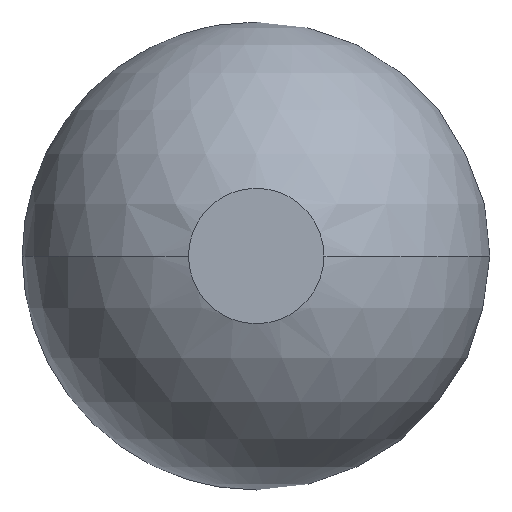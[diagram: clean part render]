
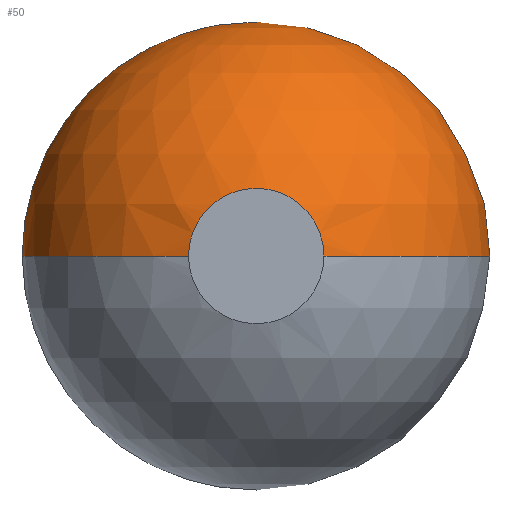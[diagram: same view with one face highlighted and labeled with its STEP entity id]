
A CAD part, front view. The second image highlights one B-rep face of the part: STEP entity #50.
In plain terms, the highlighted spherical face has radius 9.5 mm.
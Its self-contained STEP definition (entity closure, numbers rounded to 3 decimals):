
#3 = EDGE_CURVE ( 'NONE', #199, #202, #114, .T. ) ;
#16 = ORIENTED_EDGE ( 'NONE', *, *, #210, .F. ) ;
#18 = CIRCLE ( 'NONE', #138, 9.5 ) ;
#19 = CIRCLE ( 'NONE', #68, 2.75 ) ;
#21 = EDGE_CURVE ( 'NONE', #199, #174, #18, .T. ) ;
#31 = EDGE_CURVE ( 'NONE', #137, #202, #215, .T. ) ;
#50 = ADVANCED_FACE ( 'NONE', ( #211 ), #206, .T. ) ;
#56 = AXIS2_PLACEMENT_3D ( 'NONE', #197, #209, #191 ) ;
#63 = ORIENTED_EDGE ( 'NONE', *, *, #21, .F. ) ;
#68 = AXIS2_PLACEMENT_3D ( 'NONE', #127, #126, #125 ) ;
#70 = AXIS2_PLACEMENT_3D ( 'NONE', #195, #194, #193 ) ;
#71 = ORIENTED_EDGE ( 'NONE', *, *, #31, .F. ) ;
#80 = ORIENTED_EDGE ( 'NONE', *, *, #3, .T. ) ;
#114 = CIRCLE ( 'NONE', #187, 9.5 ) ;
#122 = CARTESIAN_POINT ( 'NONE',  ( 2.75, 50., 0. ) ) ;
#125 = DIRECTION ( 'NONE',  ( 0., 0., -1. ) ) ;
#126 = DIRECTION ( 'NONE',  ( 0., -1., 0. ) ) ;
#127 = CARTESIAN_POINT ( 'NONE',  ( 0., 50., 0. ) ) ;
#130 = CARTESIAN_POINT ( 'NONE',  ( 0., 59.093, 0. ) ) ;
#136 = DIRECTION ( 'NONE',  ( -1., 0., 0. ) ) ;
#137 = VERTEX_POINT ( 'NONE', #179 ) ;
#138 = AXIS2_PLACEMENT_3D ( 'NONE', #130, #160, #136 ) ;
#141 = CARTESIAN_POINT ( 'NONE',  ( -2.75, 50., 0. ) ) ;
#152 = CARTESIAN_POINT ( 'NONE',  ( 0., 68.593, 0. ) ) ;
#160 = DIRECTION ( 'NONE',  ( 0., 0., -1. ) ) ;
#174 = VERTEX_POINT ( 'NONE', #122 ) ;
#178 = EDGE_LOOP ( 'NONE', ( #63, #80, #71, #16 ) ) ;
#179 = CARTESIAN_POINT ( 'NONE',  ( 0., 50., 2.75 ) ) ;
#181 = DIRECTION ( 'NONE',  ( 1., 0., 0. ) ) ;
#187 = AXIS2_PLACEMENT_3D ( 'NONE', #200, #218, #181 ) ;
#191 = DIRECTION ( 'NONE',  ( -1., 0., 0. ) ) ;
#193 = DIRECTION ( 'NONE',  ( 0., 0., -1. ) ) ;
#194 = DIRECTION ( 'NONE',  ( 0., -1., 0. ) ) ;
#195 = CARTESIAN_POINT ( 'NONE',  ( 0., 50., 0. ) ) ;
#197 = CARTESIAN_POINT ( 'NONE',  ( 0., 59.093, 0. ) ) ;
#199 = VERTEX_POINT ( 'NONE', #152 ) ;
#200 = CARTESIAN_POINT ( 'NONE',  ( 0., 59.093, 0. ) ) ;
#202 = VERTEX_POINT ( 'NONE', #141 ) ;
#206 = SPHERICAL_SURFACE ( 'NONE', #56, 9.5 ) ;
#209 = DIRECTION ( 'NONE',  ( 0., 0., -1. ) ) ;
#210 = EDGE_CURVE ( 'NONE', #174, #137, #19, .T. ) ;
#211 = FACE_OUTER_BOUND ( 'NONE', #178, .T. ) ;
#215 = CIRCLE ( 'NONE', #70, 2.75 ) ;
#218 = DIRECTION ( 'NONE',  ( 0., 0., 1. ) ) ;
